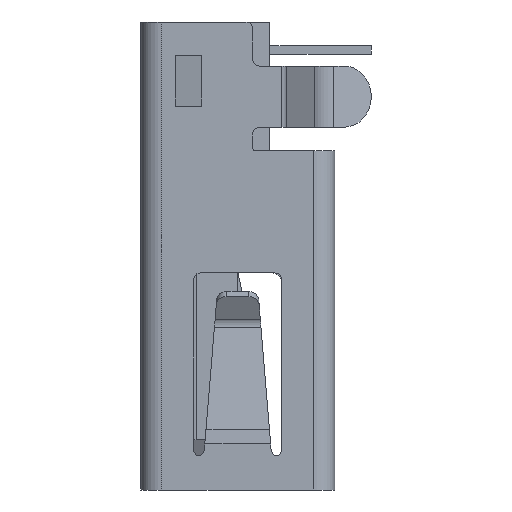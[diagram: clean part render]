
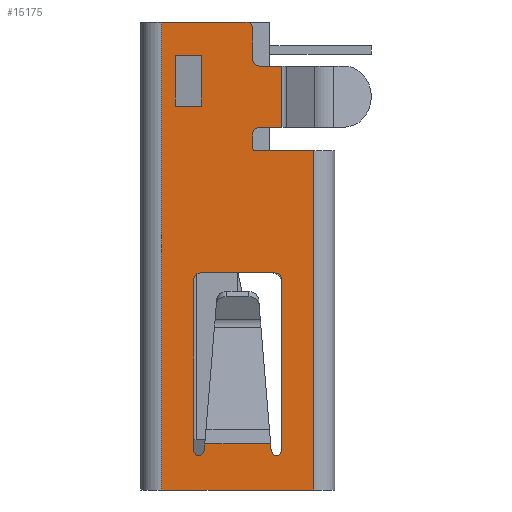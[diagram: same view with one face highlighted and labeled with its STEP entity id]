
A CAD part, left-side view. The second image highlights one B-rep face of the part: STEP entity #15175.
In plain terms, the highlighted planar face has unit normal (-1, 0, 0).
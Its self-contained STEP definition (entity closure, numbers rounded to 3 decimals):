
#249=DIRECTION('',(0.,-1.,0.));
#250=VECTOR('',#249,1.773);
#251=CARTESIAN_POINT('',(-0.3,3.573,-4.05));
#252=LINE('',#251,#250);
#2451=DIRECTION('',(0.,1.,0.));
#2452=VECTOR('',#2451,2.48);
#2453=CARTESIAN_POINT('',(-0.3,3.8,-0.25));
#2454=LINE('',#2453,#2452);
#2917=DIRECTION('',(0.,-1.,0.));
#2918=VECTOR('',#2917,4.48);
#2919=CARTESIAN_POINT('',(-0.3,6.28,-14.05));
#2920=LINE('',#2919,#2918);
#3100=DIRECTION('',(0.,1.,0.));
#3101=VECTOR('',#3100,0.779);
#3102=CARTESIAN_POINT('',(-0.3,5.1,-1.231));
#3103=LINE('',#3102,#3101);
#3104=DIRECTION('',(0.,0.,1.));
#3105=VECTOR('',#3104,5.);
#3106=CARTESIAN_POINT('',(-0.3,2.74,-12.85));
#3107=LINE('',#3106,#3105);
#3108=DIRECTION('',(0.,1.,0.));
#3109=VECTOR('',#3108,2.2);
#3110=CARTESIAN_POINT('',(-0.3,2.94,-7.65));
#3111=LINE('',#3110,#3109);
#3112=DIRECTION('',(0.,0.,-1.));
#3113=VECTOR('',#3112,5.);
#3114=CARTESIAN_POINT('',(-0.3,5.34,-7.85));
#3115=LINE('',#3114,#3113);
#3116=DIRECTION('',(0.,-0.082,0.997));
#3117=VECTOR('',#3116,0.177);
#3118=CARTESIAN_POINT('',(-0.3,5.025,-12.866));
#3119=LINE('',#3118,#3117);
#3120=DIRECTION('',(0.,-0.082,-0.997));
#3121=VECTOR('',#3120,0.177);
#3122=CARTESIAN_POINT('',(-0.3,3.07,-12.69));
#3123=LINE('',#3122,#3121);
#3124=CARTESIAN_POINT('',(-0.3,3.4,-3.95));
#3125=DIRECTION('',(-1.,0.,0.));
#3126=DIRECTION('',(0.,1.,0.));
#3127=AXIS2_PLACEMENT_3D('',#3124,#3125,#3126);
#3129=DIRECTION('',(0.,0.,-1.));
#3130=VECTOR('',#3129,10.);
#3131=CARTESIAN_POINT('',(-0.3,1.8,-4.05));
#3132=LINE('',#3131,#3130);
#3133=DIRECTION('',(0.,0.,1.));
#3134=VECTOR('',#3133,13.8);
#3135=CARTESIAN_POINT('',(-0.3,6.28,-14.05));
#3136=LINE('',#3135,#3134);
#3137=CARTESIAN_POINT('',(-0.3,3.8,-0.45));
#3138=DIRECTION('',(1.,0.,0.));
#3139=DIRECTION('',(0.,0.,1.));
#3140=AXIS2_PLACEMENT_3D('',#3137,#3138,#3139);
#3142=DIRECTION('',(0.,0.,-1.));
#3143=VECTOR('',#3142,1.8);
#3144=CARTESIAN_POINT('',(-0.3,2.736,-1.55));
#3145=LINE('',#3144,#3143);
#3154=DIRECTION('',(0.,0.,-1.));
#3155=VECTOR('',#3154,1.5);
#3156=CARTESIAN_POINT('',(-0.3,5.1,-1.231));
#3157=LINE('',#3156,#3155);
#3162=DIRECTION('',(0.,1.,0.));
#3163=VECTOR('',#3162,0.779);
#3164=CARTESIAN_POINT('',(-0.3,5.1,-2.731));
#3165=LINE('',#3164,#3163);
#3174=DIRECTION('',(0.,0.,1.));
#3175=VECTOR('',#3174,1.5);
#3176=CARTESIAN_POINT('',(-0.3,5.879,-2.731));
#3177=LINE('',#3176,#3175);
#3186=CARTESIAN_POINT('',(-0.3,2.94,-7.85));
#3187=DIRECTION('',(1.,0.,0.));
#3188=DIRECTION('',(0.,0.,1.));
#3189=AXIS2_PLACEMENT_3D('',#3186,#3187,#3188);
#3204=CARTESIAN_POINT('',(-0.3,5.14,-7.85));
#3205=DIRECTION('',(1.,0.,0.));
#3206=DIRECTION('',(0.,1.,0.));
#3207=AXIS2_PLACEMENT_3D('',#3204,#3205,#3206);
#3587=CARTESIAN_POINT('',(-0.3,2.94,-12.85));
#3588=DIRECTION('',(1.,0.,0.));
#3589=DIRECTION('',(0.,-1.,0.));
#3590=AXIS2_PLACEMENT_3D('',#3587,#3588,#3589);
#3606=CARTESIAN_POINT('',(-0.3,2.856,-12.85));
#3607=DIRECTION('',(1.,0.,0.));
#3608=DIRECTION('',(0.,0.21,-0.978));
#3609=AXIS2_PLACEMENT_3D('',#3606,#3607,#3608);
#3713=CARTESIAN_POINT('',(-0.3,3.07,-12.69));
#3718=DIRECTION('',(0.,1.,0.));
#3719=VECTOR('',#3718,1.94);
#3720=CARTESIAN_POINT('',(-0.3,3.07,-12.69));
#3721=LINE('',#3720,#3719);
#3722=CARTESIAN_POINT('',(-0.3,5.01,-12.69));
#3735=CARTESIAN_POINT('',(-0.3,5.224,-12.85));
#3736=DIRECTION('',(1.,0.,0.));
#3737=DIRECTION('',(0.,-0.997,-0.082));
#3738=AXIS2_PLACEMENT_3D('',#3735,#3736,#3737);
#3754=CARTESIAN_POINT('',(-0.3,5.14,-12.85));
#3755=DIRECTION('',(1.,0.,0.));
#3756=DIRECTION('',(0.,0.21,-0.978));
#3757=AXIS2_PLACEMENT_3D('',#3754,#3755,#3756);
#3817=DIRECTION('',(0.,0.,1.));
#3818=VECTOR('',#3817,0.4);
#3819=CARTESIAN_POINT('',(-0.3,3.6,-3.95));
#3820=LINE('',#3819,#3818);
#3825=DIRECTION('',(0.,0.,1.));
#3826=VECTOR('',#3825,0.9);
#3827=CARTESIAN_POINT('',(-0.3,3.6,-1.35));
#3828=LINE('',#3827,#3826);
#3833=CARTESIAN_POINT('',(-0.3,3.4,-3.55));
#3834=DIRECTION('',(1.,0.,0.));
#3835=DIRECTION('',(0.,1.,0.));
#3836=AXIS2_PLACEMENT_3D('',#3833,#3834,#3835);
#3847=DIRECTION('',(0.,1.,0.));
#3848=VECTOR('',#3847,0.664);
#3849=CARTESIAN_POINT('',(-0.3,2.736,-3.35));
#3850=LINE('',#3849,#3848);
#3947=DIRECTION('',(0.,1.,0.));
#3948=VECTOR('',#3947,0.664);
#3949=CARTESIAN_POINT('',(-0.3,2.736,-1.55));
#3950=LINE('',#3949,#3948);
#3956=CARTESIAN_POINT('',(-0.3,3.4,-1.35));
#3957=DIRECTION('',(1.,0.,0.));
#3958=DIRECTION('',(0.,0.,-1.));
#3959=AXIS2_PLACEMENT_3D('',#3956,#3957,#3958);
#9064=CARTESIAN_POINT('',(-0.3,6.28,-14.05));
#9065=VERTEX_POINT('',#9064);
#9066=CARTESIAN_POINT('',(-0.3,6.28,-0.25));
#9067=VERTEX_POINT('',#9066);
#9068=CARTESIAN_POINT('',(-0.3,1.8,-14.05));
#9069=VERTEX_POINT('',#9068);
#9070=CARTESIAN_POINT('',(-0.3,3.8,-0.25));
#9071=VERTEX_POINT('',#9070);
#9072=CARTESIAN_POINT('',(-0.3,3.6,-0.45));
#9073=VERTEX_POINT('',#9072);
#9074=CARTESIAN_POINT('',(-0.3,5.1,-1.231));
#9075=CARTESIAN_POINT('',(-0.3,5.879,-1.231));
#9076=VERTEX_POINT('',#9074);
#9077=VERTEX_POINT('',#9075);
#9078=CARTESIAN_POINT('',(-0.3,5.879,-2.731));
#9079=VERTEX_POINT('',#9078);
#9080=CARTESIAN_POINT('',(-0.3,5.1,-2.731));
#9081=VERTEX_POINT('',#9080);
#9725=CARTESIAN_POINT('',(-0.3,3.6,-3.95));
#9727=VERTEX_POINT('',#9725);
#10504=VERTEX_POINT('',#3713);
#10506=VERTEX_POINT('',#3722);
#10544=CARTESIAN_POINT('',(-0.3,5.34,-7.85));
#10546=VERTEX_POINT('',#10544);
#10548=CARTESIAN_POINT('',(-0.3,5.14,-7.65));
#10550=VERTEX_POINT('',#10548);
#10552=CARTESIAN_POINT('',(-0.3,2.94,-7.65));
#10554=VERTEX_POINT('',#10552);
#10556=CARTESIAN_POINT('',(-0.3,2.74,-7.85));
#10558=VERTEX_POINT('',#10556);
#10560=CARTESIAN_POINT('',(-0.3,2.74,-12.85));
#10562=VERTEX_POINT('',#10560);
#10564=CARTESIAN_POINT('',(-0.3,3.055,-12.866));
#10566=VERTEX_POINT('',#10564);
#10568=CARTESIAN_POINT('',(-0.3,5.34,-12.85));
#10570=VERTEX_POINT('',#10568);
#10573=CARTESIAN_POINT('',(-0.3,5.025,-12.866));
#10575=VERTEX_POINT('',#10573);
#10628=CARTESIAN_POINT('',(-0.3,2.898,-13.046));
#10630=VERTEX_POINT('',#10628);
#10633=CARTESIAN_POINT('',(-0.3,5.182,-13.046));
#10635=VERTEX_POINT('',#10633);
#10650=CARTESIAN_POINT('',(-0.3,2.736,-1.55));
#10651=VERTEX_POINT('',#10650);
#10666=CARTESIAN_POINT('',(-0.3,2.736,-3.35));
#10667=VERTEX_POINT('',#10666);
#10724=CARTESIAN_POINT('',(-0.3,3.6,-3.55));
#10726=VERTEX_POINT('',#10724);
#10728=CARTESIAN_POINT('',(-0.3,3.4,-3.35));
#10730=VERTEX_POINT('',#10728);
#10733=CARTESIAN_POINT('',(-0.3,3.6,-1.35));
#10735=VERTEX_POINT('',#10733);
#10737=CARTESIAN_POINT('',(-0.3,3.4,-1.55));
#10739=VERTEX_POINT('',#10737);
#10756=CARTESIAN_POINT('',(-0.3,1.8,-4.05));
#10758=VERTEX_POINT('',#10756);
#10790=CARTESIAN_POINT('',(-0.3,3.573,-4.05));
#10791=VERTEX_POINT('',#10790);
#15108=CARTESIAN_POINT('',(-0.3,3.256,-7.68));
#15109=DIRECTION('',(1.,0.,0.));
#15110=DIRECTION('',(0.,1.,0.));
#15111=AXIS2_PLACEMENT_3D('',#15108,#15109,#15110);
#15112=PLANE('',#15111);
#15114=ORIENTED_EDGE('',*,*,#15113,.T.);
#15115=ORIENTED_EDGE('',*,*,#11187,.T.);
#15117=ORIENTED_EDGE('',*,*,#15116,.T.);
#15118=ORIENTED_EDGE('',*,*,#14991,.F.);
#15119=ORIENTED_EDGE('',*,*,#15097,.T.);
#15120=ORIENTED_EDGE('',*,*,#14424,.F.);
#15122=ORIENTED_EDGE('',*,*,#15121,.T.);
#15124=ORIENTED_EDGE('',*,*,#15123,.F.);
#15126=ORIENTED_EDGE('',*,*,#15125,.F.);
#15128=ORIENTED_EDGE('',*,*,#15127,.F.);
#15130=ORIENTED_EDGE('',*,*,#15129,.T.);
#15132=ORIENTED_EDGE('',*,*,#15131,.T.);
#15134=ORIENTED_EDGE('',*,*,#15133,.F.);
#15136=ORIENTED_EDGE('',*,*,#15135,.F.);
#15137=EDGE_LOOP('',(#15114,#15115,#15117,#15118,#15119,#15120,#15122,#15124,
#15126,#15128,#15130,#15132,#15134,#15136));
#15138=FACE_OUTER_BOUND('',#15137,.F.);
#15140=ORIENTED_EDGE('',*,*,#15139,.T.);
#15142=ORIENTED_EDGE('',*,*,#15141,.F.);
#15144=ORIENTED_EDGE('',*,*,#15143,.T.);
#15146=ORIENTED_EDGE('',*,*,#15145,.F.);
#15148=ORIENTED_EDGE('',*,*,#15147,.T.);
#15150=ORIENTED_EDGE('',*,*,#15149,.F.);
#15152=ORIENTED_EDGE('',*,*,#15151,.F.);
#15154=ORIENTED_EDGE('',*,*,#15153,.T.);
#15156=ORIENTED_EDGE('',*,*,#15155,.F.);
#15158=ORIENTED_EDGE('',*,*,#15157,.T.);
#15160=ORIENTED_EDGE('',*,*,#15159,.F.);
#15162=ORIENTED_EDGE('',*,*,#15161,.F.);
#15163=EDGE_LOOP('',(#15140,#15142,#15144,#15146,#15148,#15150,#15152,#15154,
#15156,#15158,#15160,#15162));
#15164=FACE_BOUND('',#15163,.F.);
#15166=ORIENTED_EDGE('',*,*,#15165,.T.);
#15168=ORIENTED_EDGE('',*,*,#15167,.F.);
#15170=ORIENTED_EDGE('',*,*,#15169,.F.);
#15172=ORIENTED_EDGE('',*,*,#15171,.F.);
#15173=EDGE_LOOP('',(#15166,#15168,#15170,#15172));
#15174=FACE_BOUND('',#15173,.F.);
#3128=CIRCLE('',#3127,0.2);
#3141=CIRCLE('',#3140,0.2);
#3190=CIRCLE('',#3189,0.2);
#3208=CIRCLE('',#3207,0.2);
#3591=CIRCLE('',#3590,0.2);
#3610=CIRCLE('',#3609,0.2);
#3739=CIRCLE('',#3738,0.2);
#3758=CIRCLE('',#3757,0.2);
#3837=CIRCLE('',#3836,0.2);
#3960=CIRCLE('',#3959,0.2);
#11187=EDGE_CURVE('',#10791,#10758,#252,.T.);
#14424=EDGE_CURVE('',#9071,#9067,#2454,.T.);
#14991=EDGE_CURVE('',#9065,#9069,#2920,.T.);
#15097=EDGE_CURVE('',#9065,#9067,#3136,.T.);
#15113=EDGE_CURVE('',#9727,#10791,#3128,.T.);
#15116=EDGE_CURVE('',#10758,#9069,#3132,.T.);
#15121=EDGE_CURVE('',#9071,#9073,#3141,.T.);
#15123=EDGE_CURVE('',#10735,#9073,#3828,.T.);
#15125=EDGE_CURVE('',#10739,#10735,#3960,.T.);
#15127=EDGE_CURVE('',#10651,#10739,#3950,.T.);
#15129=EDGE_CURVE('',#10651,#10667,#3145,.T.);
#15131=EDGE_CURVE('',#10667,#10730,#3850,.T.);
#15133=EDGE_CURVE('',#10726,#10730,#3837,.T.);
#15135=EDGE_CURVE('',#9727,#10726,#3820,.T.);
#15139=EDGE_CURVE('',#10562,#10558,#3107,.T.);
#15141=EDGE_CURVE('',#10554,#10558,#3190,.T.);
#15143=EDGE_CURVE('',#10554,#10550,#3111,.T.);
#15145=EDGE_CURVE('',#10546,#10550,#3208,.T.);
#15147=EDGE_CURVE('',#10546,#10570,#3115,.T.);
#15149=EDGE_CURVE('',#10635,#10570,#3758,.T.);
#15151=EDGE_CURVE('',#10575,#10635,#3739,.T.);
#15153=EDGE_CURVE('',#10575,#10506,#3119,.T.);
#15155=EDGE_CURVE('',#10504,#10506,#3721,.T.);
#15157=EDGE_CURVE('',#10504,#10566,#3123,.T.);
#15159=EDGE_CURVE('',#10630,#10566,#3610,.T.);
#15161=EDGE_CURVE('',#10562,#10630,#3591,.T.);
#15165=EDGE_CURVE('',#9076,#9077,#3103,.T.);
#15167=EDGE_CURVE('',#9079,#9077,#3177,.T.);
#15169=EDGE_CURVE('',#9081,#9079,#3165,.T.);
#15171=EDGE_CURVE('',#9076,#9081,#3157,.T.);
#15175=ADVANCED_FACE('',(#15138,#15164,#15174),#15112,.F.);
